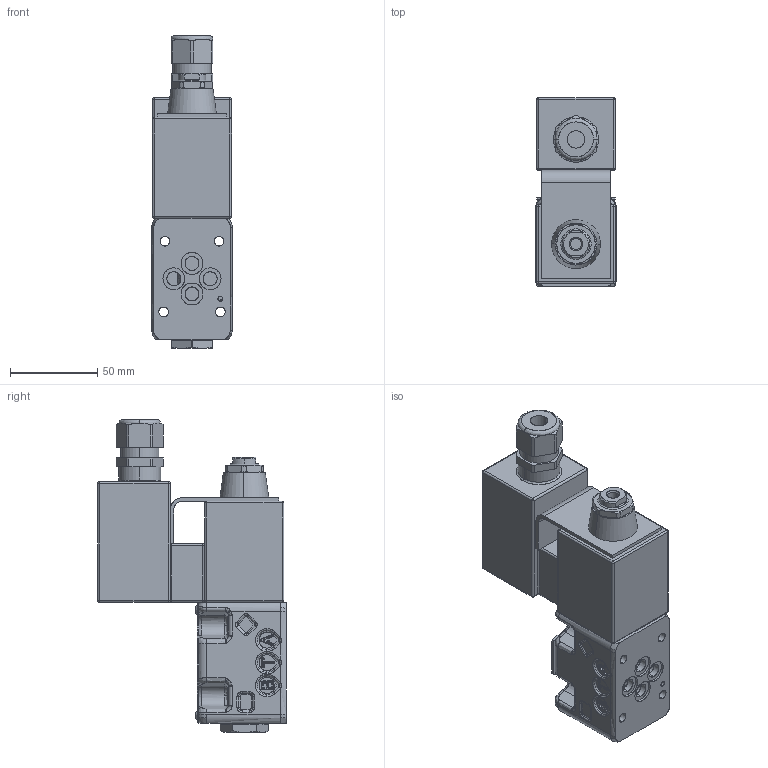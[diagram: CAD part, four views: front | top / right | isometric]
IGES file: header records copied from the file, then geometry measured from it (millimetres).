
Start section: SolidWorks IGES file using analytic representation for surfaces
Global section: file name: AD3XS--E-002.igs; native system: SolidWorks 2012; preprocessor: SolidWorks 2012; author: serviziopdm; date: 140428.172637; units: millimetre
Bounding box: 46 x 108 x 179.4 mm (x, y, z)
Surface area: 64469.8 mm2 (no closed solid volume)
Topology: 0 solids, 0 shells, 795 faces, 9428 edges, 9406 vertices
Faces by surface type: bspline 469, revolution 326
